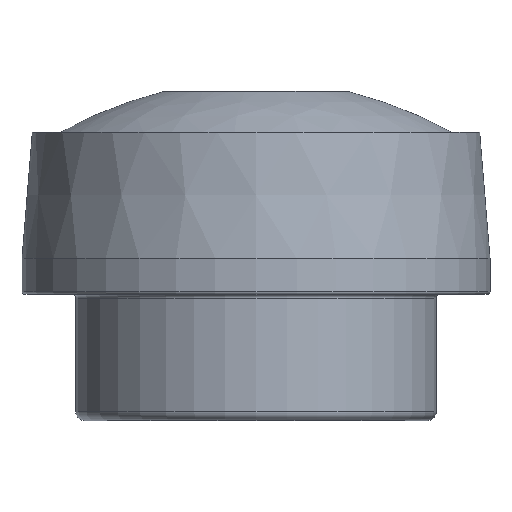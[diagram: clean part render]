
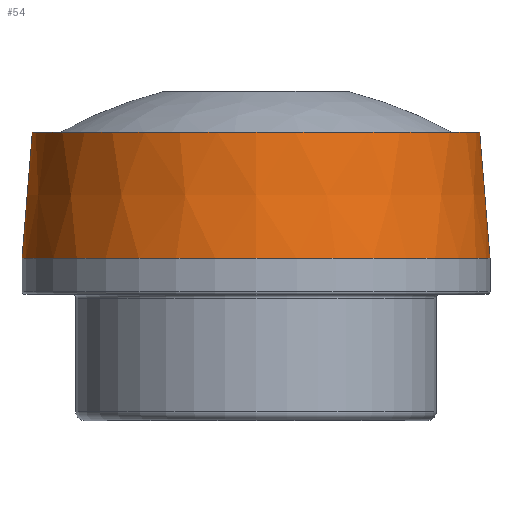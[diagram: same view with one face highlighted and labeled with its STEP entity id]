
A CAD part, front view. The second image highlights one B-rep face of the part: STEP entity #54.
In plain terms, the highlighted conical face has half-angle 4.677 degrees and reference radius 12.98 mm.
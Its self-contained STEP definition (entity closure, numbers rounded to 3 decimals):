
#54 = ADVANCED_FACE( '', ( #119, #120 ), #121, .T. );
#119 = FACE_BOUND( '', #232, .T. );
#120 = FACE_OUTER_BOUND( '', #233, .T. );
#121 = CONICAL_SURFACE( '', #234, 12.98, 0.082 );
#232 = EDGE_LOOP( '', ( #1008 ) );
#233 = EDGE_LOOP( '', ( #1009 ) );
#234 = AXIS2_PLACEMENT_3D( '', #1010, #1011, #1012 );
#1008 = ORIENTED_EDGE( '', *, *, #1089, .F. );
#1009 = ORIENTED_EDGE( '', *, *, #1090, .T. );
#1010 = CARTESIAN_POINT( '', ( 0., 0.02, 9. ) );
#1011 = DIRECTION( '', ( 0., 0., -1. ) );
#1012 = DIRECTION( '', ( -1., 0., 0. ) );
#1089 = EDGE_CURVE( '', #1134, #1134, #1135, .T. );
#1090 = EDGE_CURVE( '', #1136, #1136, #1137, .T. );
#1134 = VERTEX_POINT( '', #1188 );
#1135 = CIRCLE( '', #1189, 12.407 );
#1136 = VERTEX_POINT( '', #1190 );
#1137 = CIRCLE( '', #1191, 12.98 );
#1188 = CARTESIAN_POINT( '', ( 12.407, 0.02, 16. ) );
#1189 = AXIS2_PLACEMENT_3D( '', #1655, #1656, #1657 );
#1190 = CARTESIAN_POINT( '', ( 12.98, 0.02, 9. ) );
#1191 = AXIS2_PLACEMENT_3D( '', #1658, #1659, #1660 );
#1655 = CARTESIAN_POINT( '', ( 0., 0.02, 16. ) );
#1656 = DIRECTION( '', ( 0., 0., 1. ) );
#1657 = DIRECTION( '', ( 1., 0., 0. ) );
#1658 = CARTESIAN_POINT( '', ( 0., 0.02, 9. ) );
#1659 = DIRECTION( '', ( 0., 0., 1. ) );
#1660 = DIRECTION( '', ( 1., 0., 0. ) );
